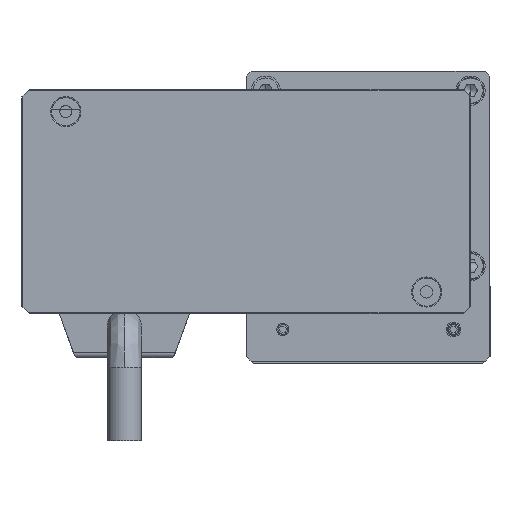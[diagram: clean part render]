
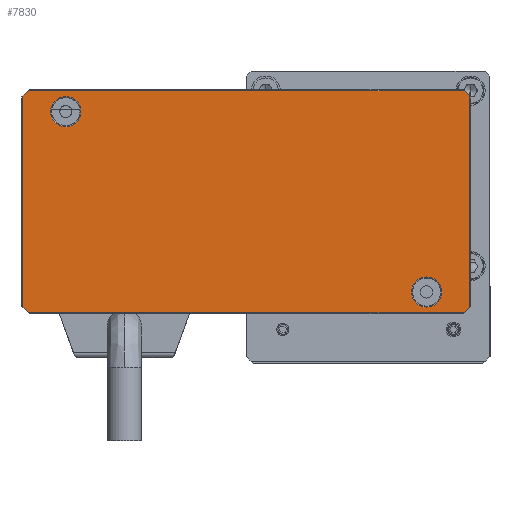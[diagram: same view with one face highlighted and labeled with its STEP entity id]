
A CAD part, front view. The second image highlights one B-rep face of the part: STEP entity #7830.
In plain terms, the highlighted planar face has unit normal (0, -1, 0).
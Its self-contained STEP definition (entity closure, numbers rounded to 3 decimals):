
#18 = VECTOR ( 'NONE', #657, 1000. ) ;
#486 = VECTOR ( 'NONE', #1824, 1000. ) ;
#521 = PLANE ( 'NONE',  #25551 ) ;
#638 = ORIENTED_EDGE ( 'NONE', *, *, #28150, .T. ) ;
#657 = DIRECTION ( 'NONE',  ( 0.707, 0., -0.707 ) ) ;
#855 = VECTOR ( 'NONE', #25509, 1000. ) ;
#1319 = CIRCLE ( 'NONE', #9023, 3.1 ) ;
#1339 = FACE_BOUND ( 'NONE', #19361, .T. ) ;
#1779 = CARTESIAN_POINT ( 'NONE',  ( -134.144, -82.6, 42.491 ) ) ;
#1824 = DIRECTION ( 'NONE',  ( 0.707, 0., 0.707 ) ) ;
#2441 = CARTESIAN_POINT ( 'NONE',  ( -43.844, -82.6, -2.209 ) ) ;
#2581 = VERTEX_POINT ( 'NONE', #3672 ) ;
#2632 = EDGE_CURVE ( 'NONE', #2793, #20816, #3088, .T. ) ;
#2793 = VERTEX_POINT ( 'NONE', #2441 ) ;
#2952 = ORIENTED_EDGE ( 'NONE', *, *, #23424, .T. ) ;
#3088 = LINE ( 'NONE', #26333, #26718 ) ;
#3214 = VECTOR ( 'NONE', #29367, 1000. ) ;
#3672 = CARTESIAN_POINT ( 'NONE',  ( -44.944, -82.6, -3.309 ) ) ;
#3741 = AXIS2_PLACEMENT_3D ( 'NONE', #8781, #24817, #11081 ) ;
#3963 = ORIENTED_EDGE ( 'NONE', *, *, #10374, .T. ) ;
#4238 = LINE ( 'NONE', #6055, #22490 ) ;
#4754 = CARTESIAN_POINT ( 'NONE',  ( -126.644, -82.6, 37.991 ) ) ;
#5434 = VERTEX_POINT ( 'NONE', #7494 ) ;
#6055 = CARTESIAN_POINT ( 'NONE',  ( -89.644, -82.6, 42.291 ) ) ;
#6102 = LINE ( 'NONE', #25775, #18 ) ;
#6198 = LINE ( 'NONE', #14373, #855 ) ;
#6269 = VERTEX_POINT ( 'NONE', #12253 ) ;
#6897 = DIRECTION ( 'NONE',  ( 0., 0., -1. ) ) ;
#7050 = DIRECTION ( 'NONE',  ( -1., 0., 0. ) ) ;
#7472 = CIRCLE ( 'NONE', #8787, 3.1 ) ;
#7494 = CARTESIAN_POINT ( 'NONE',  ( -49.544, -82.6, 0.991 ) ) ;
#7830 = ADVANCED_FACE ( 'NONE', ( #13453, #1339, #24965 ), #521, .F. ) ;
#7992 = ORIENTED_EDGE ( 'NONE', *, *, #8316, .T. ) ;
#8058 = ORIENTED_EDGE ( 'NONE', *, *, #22003, .T. ) ;
#8316 = EDGE_CURVE ( 'NONE', #14940, #9854, #1319, .T. ) ;
#8387 = DIRECTION ( 'NONE',  ( 0., 1., 0. ) ) ;
#8551 = DIRECTION ( 'NONE',  ( -1., 0., 0. ) ) ;
#8673 = EDGE_CURVE ( 'NONE', #9132, #26337, #22377, .T. ) ;
#8775 = ORIENTED_EDGE ( 'NONE', *, *, #16513, .T. ) ;
#8781 = CARTESIAN_POINT ( 'NONE',  ( -52.644, -82.6, 0.991 ) ) ;
#8787 = AXIS2_PLACEMENT_3D ( 'NONE', #26812, #13058, #29100 ) ;
#9023 = AXIS2_PLACEMENT_3D ( 'NONE', #25735, #8387, #28685 ) ;
#9132 = VERTEX_POINT ( 'NONE', #26720 ) ;
#9168 = ORIENTED_EDGE ( 'NONE', *, *, #21303, .T. ) ;
#9854 = VERTEX_POINT ( 'NONE', #19134 ) ;
#10374 = EDGE_CURVE ( 'NONE', #2581, #2793, #29456, .T. ) ;
#10425 = ORIENTED_EDGE ( 'NONE', *, *, #15083, .T. ) ;
#10457 = ORIENTED_EDGE ( 'NONE', *, *, #24323, .T. ) ;
#10932 = VECTOR ( 'NONE', #6897, 1000. ) ;
#11081 = DIRECTION ( 'NONE',  ( -1., 0., 0. ) ) ;
#11100 = CARTESIAN_POINT ( 'NONE',  ( -45.144, -82.6, -3.509 ) ) ;
#11605 = VERTEX_POINT ( 'NONE', #16338 ) ;
#11678 = VERTEX_POINT ( 'NONE', #16434 ) ;
#11816 = AXIS2_PLACEMENT_3D ( 'NONE', #4754, #20737, #7050 ) ;
#12154 = LINE ( 'NONE', #18054, #18197 ) ;
#12253 = CARTESIAN_POINT ( 'NONE',  ( -44.944, -82.6, 42.291 ) ) ;
#12317 = CARTESIAN_POINT ( 'NONE',  ( -135.444, -82.6, -2.209 ) ) ;
#13058 = DIRECTION ( 'NONE',  ( 0., 1., 0. ) ) ;
#13453 = FACE_OUTER_BOUND ( 'NONE', #24772, .T. ) ;
#13577 = CARTESIAN_POINT ( 'NONE',  ( -43.844, -82.6, 41.191 ) ) ;
#14373 = CARTESIAN_POINT ( 'NONE',  ( -89.644, -82.6, -3.309 ) ) ;
#14696 = CIRCLE ( 'NONE', #11816, 3.1 ) ;
#14741 = VERTEX_POINT ( 'NONE', #17282 ) ;
#14940 = VERTEX_POINT ( 'NONE', #20090 ) ;
#15083 = EDGE_CURVE ( 'NONE', #11605, #2581, #6198, .T. ) ;
#15562 = CARTESIAN_POINT ( 'NONE',  ( -135.444, -82.6, 19.491 ) ) ;
#16338 = CARTESIAN_POINT ( 'NONE',  ( -134.344, -82.6, -3.309 ) ) ;
#16434 = CARTESIAN_POINT ( 'NONE',  ( -55.744, -82.6, 0.991 ) ) ;
#16513 = EDGE_CURVE ( 'NONE', #26337, #11605, #6102, .T. ) ;
#17282 = CARTESIAN_POINT ( 'NONE',  ( -134.344, -82.6, 42.291 ) ) ;
#18054 = CARTESIAN_POINT ( 'NONE',  ( -43.644, -82.6, 40.991 ) ) ;
#18197 = VECTOR ( 'NONE', #27219, 1000. ) ;
#18610 = EDGE_LOOP ( 'NONE', ( #8058, #7992 ) ) ;
#19063 = CIRCLE ( 'NONE', #3741, 3.1 ) ;
#19134 = CARTESIAN_POINT ( 'NONE',  ( -129.744, -82.6, 37.991 ) ) ;
#19361 = EDGE_LOOP ( 'NONE', ( #9168, #10457 ) ) ;
#20090 = CARTESIAN_POINT ( 'NONE',  ( -123.544, -82.6, 37.991 ) ) ;
#20727 = LINE ( 'NONE', #1779, #3214 ) ;
#20737 = DIRECTION ( 'NONE',  ( 0., 1., 0. ) ) ;
#20816 = VERTEX_POINT ( 'NONE', #13577 ) ;
#21303 = EDGE_CURVE ( 'NONE', #11678, #5434, #19063, .T. ) ;
#22003 = EDGE_CURVE ( 'NONE', #9854, #14940, #14696, .T. ) ;
#22377 = LINE ( 'NONE', #15562, #10932 ) ;
#22490 = VECTOR ( 'NONE', #8551, 1000. ) ;
#22501 = DIRECTION ( 'NONE',  ( 0., 1., 0. ) ) ;
#23424 = EDGE_CURVE ( 'NONE', #14741, #9132, #20727, .T. ) ;
#24111 = DIRECTION ( 'NONE',  ( 0., 0., 1. ) ) ;
#24323 = EDGE_CURVE ( 'NONE', #5434, #11678, #7472, .T. ) ;
#24772 = EDGE_LOOP ( 'NONE', ( #28347, #2952, #26037, #8775, #10425, #3963, #27095, #638 ) ) ;
#24817 = DIRECTION ( 'NONE',  ( 0., 1., 0. ) ) ;
#24965 = FACE_BOUND ( 'NONE', #18610, .T. ) ;
#25509 = DIRECTION ( 'NONE',  ( 1., 0., 0. ) ) ;
#25551 = AXIS2_PLACEMENT_3D ( 'NONE', #26893, #22501, #27583 ) ;
#25735 = CARTESIAN_POINT ( 'NONE',  ( -126.644, -82.6, 37.991 ) ) ;
#25775 = CARTESIAN_POINT ( 'NONE',  ( -135.644, -82.6, -2.009 ) ) ;
#26037 = ORIENTED_EDGE ( 'NONE', *, *, #8673, .T. ) ;
#26333 = CARTESIAN_POINT ( 'NONE',  ( -43.844, -82.6, 19.491 ) ) ;
#26337 = VERTEX_POINT ( 'NONE', #12317 ) ;
#26718 = VECTOR ( 'NONE', #24111, 1000. ) ;
#26720 = CARTESIAN_POINT ( 'NONE',  ( -135.444, -82.6, 41.191 ) ) ;
#26812 = CARTESIAN_POINT ( 'NONE',  ( -52.644, -82.6, 0.991 ) ) ;
#26893 = CARTESIAN_POINT ( 'NONE',  ( -89.644, -82.6, 19.491 ) ) ;
#27095 = ORIENTED_EDGE ( 'NONE', *, *, #2632, .T. ) ;
#27219 = DIRECTION ( 'NONE',  ( -0.707, 0., 0.707 ) ) ;
#27583 = DIRECTION ( 'NONE',  ( -1., 0., 0. ) ) ;
#28150 = EDGE_CURVE ( 'NONE', #20816, #6269, #12154, .T. ) ;
#28347 = ORIENTED_EDGE ( 'NONE', *, *, #28984, .T. ) ;
#28685 = DIRECTION ( 'NONE',  ( -1., 0., 0. ) ) ;
#28984 = EDGE_CURVE ( 'NONE', #6269, #14741, #4238, .T. ) ;
#29100 = DIRECTION ( 'NONE',  ( -1., 0., 0. ) ) ;
#29367 = DIRECTION ( 'NONE',  ( -0.707, 0., -0.707 ) ) ;
#29456 = LINE ( 'NONE', #11100, #486 ) ;
